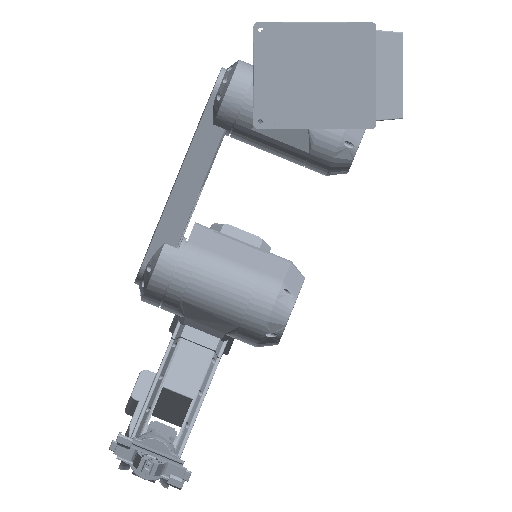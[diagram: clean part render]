
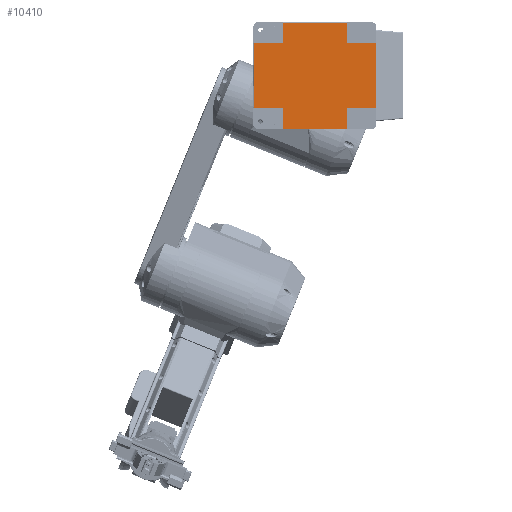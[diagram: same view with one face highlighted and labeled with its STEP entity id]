
A CAD part, front view. The second image highlights one B-rep face of the part: STEP entity #10410.
In plain terms, the highlighted free-form (B-spline) face has degree [1, 1] with [2, 2] control points.
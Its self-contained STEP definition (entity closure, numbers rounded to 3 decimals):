
#10410 = ADVANCED_FACE('',(#10411),#10497,.T.);
#10411 = FACE_BOUND('',#10412,.T.);
#10412 = EDGE_LOOP('',(#10413,#10422,#10429,#10436,#10443,#10450,#10457,
    #10464,#10471,#10478,#10485,#10492));
#10413 = ORIENTED_EDGE('',*,*,#10414,.T.);
#10414 = EDGE_CURVE('',#10415,#10417,#10419,.T.);
#10415 = VERTEX_POINT('',#10416);
#10416 = CARTESIAN_POINT('',(-43.333,4.815,
    57.778));
#10417 = VERTEX_POINT('',#10418);
#10418 = CARTESIAN_POINT('',(-95.334,4.815,
    57.778));
#10419 = B_SPLINE_CURVE_WITH_KNOTS('',1,(#10420,#10421),.UNSPECIFIED.,
  .F.,.F.,(2,2),(0.,54.),.PIECEWISE_BEZIER_KNOTS.);
#10420 = CARTESIAN_POINT('',(-43.333,4.815,
    57.778));
#10421 = CARTESIAN_POINT('',(-95.334,4.815,
    57.778));
#10422 = ORIENTED_EDGE('',*,*,#10423,.T.);
#10423 = EDGE_CURVE('',#10417,#10424,#10426,.T.);
#10424 = VERTEX_POINT('',#10425);
#10425 = CARTESIAN_POINT('',(-95.334,4.815,
    -57.778));
#10426 = B_SPLINE_CURVE_WITH_KNOTS('',1,(#10427,#10428),.UNSPECIFIED.,
  .F.,.F.,(2,2),(0.,120.),.PIECEWISE_BEZIER_KNOTS.);
#10427 = CARTESIAN_POINT('',(-95.334,4.815,
    57.778));
#10428 = CARTESIAN_POINT('',(-95.334,4.815,
    -57.778));
#10429 = ORIENTED_EDGE('',*,*,#10430,.T.);
#10430 = EDGE_CURVE('',#10424,#10431,#10433,.T.);
#10431 = VERTEX_POINT('',#10432);
#10432 = CARTESIAN_POINT('',(-43.333,4.815,
    -57.778));
#10433 = B_SPLINE_CURVE_WITH_KNOTS('',1,(#10434,#10435),.UNSPECIFIED.,
  .F.,.F.,(2,2),(0.,54.),.PIECEWISE_BEZIER_KNOTS.);
#10434 = CARTESIAN_POINT('',(-95.334,4.815,
    -57.778));
#10435 = CARTESIAN_POINT('',(-43.333,4.815,
    -57.778));
#10436 = ORIENTED_EDGE('',*,*,#10437,.T.);
#10437 = EDGE_CURVE('',#10431,#10438,#10440,.T.);
#10438 = VERTEX_POINT('',#10439);
#10439 = CARTESIAN_POINT('',(-43.333,4.815,-95.334
    ));
#10440 = B_SPLINE_CURVE_WITH_KNOTS('',1,(#10441,#10442),.UNSPECIFIED.,
  .F.,.F.,(2,2),(0.,39.),.PIECEWISE_BEZIER_KNOTS.);
#10441 = CARTESIAN_POINT('',(-43.333,4.815,
    -57.778));
#10442 = CARTESIAN_POINT('',(-43.333,4.815,-95.334
    ));
#10443 = ORIENTED_EDGE('',*,*,#10444,.T.);
#10444 = EDGE_CURVE('',#10438,#10445,#10447,.T.);
#10445 = VERTEX_POINT('',#10446);
#10446 = CARTESIAN_POINT('',(72.222,4.815,
    -95.334));
#10447 = B_SPLINE_CURVE_WITH_KNOTS('',1,(#10448,#10449),.UNSPECIFIED.,
  .F.,.F.,(2,2),(0.,120.),.PIECEWISE_BEZIER_KNOTS.);
#10448 = CARTESIAN_POINT('',(-43.333,4.815,-95.334
    ));
#10449 = CARTESIAN_POINT('',(72.222,4.815,
    -95.334));
#10450 = ORIENTED_EDGE('',*,*,#10451,.T.);
#10451 = EDGE_CURVE('',#10445,#10452,#10454,.T.);
#10452 = VERTEX_POINT('',#10453);
#10453 = CARTESIAN_POINT('',(72.222,4.815,
    -57.778));
#10454 = B_SPLINE_CURVE_WITH_KNOTS('',1,(#10455,#10456),.UNSPECIFIED.,
  .F.,.F.,(2,2),(0.,39.),.PIECEWISE_BEZIER_KNOTS.);
#10455 = CARTESIAN_POINT('',(72.222,4.815,
    -95.334));
#10456 = CARTESIAN_POINT('',(72.222,4.815,
    -57.778));
#10457 = ORIENTED_EDGE('',*,*,#10458,.T.);
#10458 = EDGE_CURVE('',#10452,#10459,#10461,.T.);
#10459 = VERTEX_POINT('',#10460);
#10460 = CARTESIAN_POINT('',(124.223,4.815,
    -57.778));
#10461 = B_SPLINE_CURVE_WITH_KNOTS('',1,(#10462,#10463),.UNSPECIFIED.,
  .F.,.F.,(2,2),(0.,54.),.PIECEWISE_BEZIER_KNOTS.);
#10462 = CARTESIAN_POINT('',(72.222,4.815,
    -57.778));
#10463 = CARTESIAN_POINT('',(124.223,4.815,
    -57.778));
#10464 = ORIENTED_EDGE('',*,*,#10465,.T.);
#10465 = EDGE_CURVE('',#10459,#10466,#10468,.T.);
#10466 = VERTEX_POINT('',#10467);
#10467 = CARTESIAN_POINT('',(124.223,4.815,
    57.778));
#10468 = B_SPLINE_CURVE_WITH_KNOTS('',1,(#10469,#10470),.UNSPECIFIED.,
  .F.,.F.,(2,2),(0.,120.),.PIECEWISE_BEZIER_KNOTS.);
#10469 = CARTESIAN_POINT('',(124.223,4.815,
    -57.778));
#10470 = CARTESIAN_POINT('',(124.223,4.815,
    57.778));
#10471 = ORIENTED_EDGE('',*,*,#10472,.T.);
#10472 = EDGE_CURVE('',#10466,#10473,#10475,.T.);
#10473 = VERTEX_POINT('',#10474);
#10474 = CARTESIAN_POINT('',(72.222,4.815,
    57.778));
#10475 = B_SPLINE_CURVE_WITH_KNOTS('',1,(#10476,#10477),.UNSPECIFIED.,
  .F.,.F.,(2,2),(0.,54.),.PIECEWISE_BEZIER_KNOTS.);
#10476 = CARTESIAN_POINT('',(124.223,4.815,
    57.778));
#10477 = CARTESIAN_POINT('',(72.222,4.815,
    57.778));
#10478 = ORIENTED_EDGE('',*,*,#10479,.T.);
#10479 = EDGE_CURVE('',#10473,#10480,#10482,.T.);
#10480 = VERTEX_POINT('',#10481);
#10481 = CARTESIAN_POINT('',(72.222,4.815,
    95.334));
#10482 = B_SPLINE_CURVE_WITH_KNOTS('',1,(#10483,#10484),.UNSPECIFIED.,
  .F.,.F.,(2,2),(0.,39.),.PIECEWISE_BEZIER_KNOTS.);
#10483 = CARTESIAN_POINT('',(72.222,4.815,
    57.778));
#10484 = CARTESIAN_POINT('',(72.222,4.815,
    95.334));
#10485 = ORIENTED_EDGE('',*,*,#10486,.T.);
#10486 = EDGE_CURVE('',#10480,#10487,#10489,.T.);
#10487 = VERTEX_POINT('',#10488);
#10488 = CARTESIAN_POINT('',(-43.333,4.815,
    95.334));
#10489 = B_SPLINE_CURVE_WITH_KNOTS('',1,(#10490,#10491),.UNSPECIFIED.,
  .F.,.F.,(2,2),(0.,120.),.PIECEWISE_BEZIER_KNOTS.);
#10490 = CARTESIAN_POINT('',(72.222,4.815,
    95.334));
#10491 = CARTESIAN_POINT('',(-43.333,4.815,
    95.334));
#10492 = ORIENTED_EDGE('',*,*,#10493,.T.);
#10493 = EDGE_CURVE('',#10487,#10415,#10494,.T.);
#10494 = B_SPLINE_CURVE_WITH_KNOTS('',1,(#10495,#10496),.UNSPECIFIED.,
  .F.,.F.,(2,2),(0.,39.),.PIECEWISE_BEZIER_KNOTS.);
#10495 = CARTESIAN_POINT('',(-43.333,4.815,
    95.334));
#10496 = CARTESIAN_POINT('',(-43.333,4.815,
    57.778));
#10497 = B_SPLINE_SURFACE_WITH_KNOTS('',1,1,(
    (#10498,#10499)
    ,(#10500,#10501
    )),.UNSPECIFIED.,.F.,.F.,.F.,(2,2),(2,2),(0.,1.),(0.,1.),
  .PIECEWISE_BEZIER_KNOTS.);
#10498 = CARTESIAN_POINT('',(-95.334,4.815,
    95.334));
#10499 = CARTESIAN_POINT('',(124.223,4.815,
    95.334));
#10500 = CARTESIAN_POINT('',(-95.334,4.815,
    -95.334));
#10501 = CARTESIAN_POINT('',(124.223,4.815,
    -95.334));
